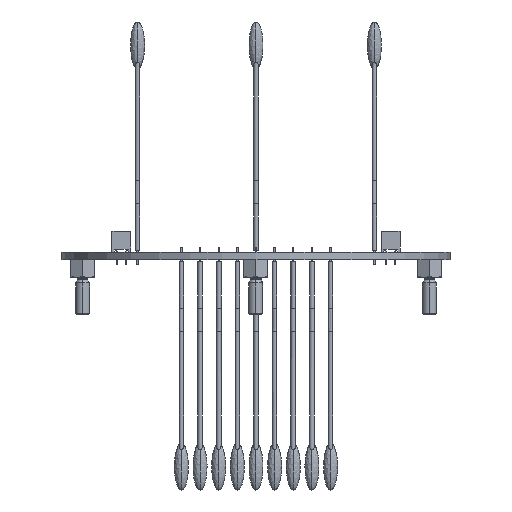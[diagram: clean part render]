
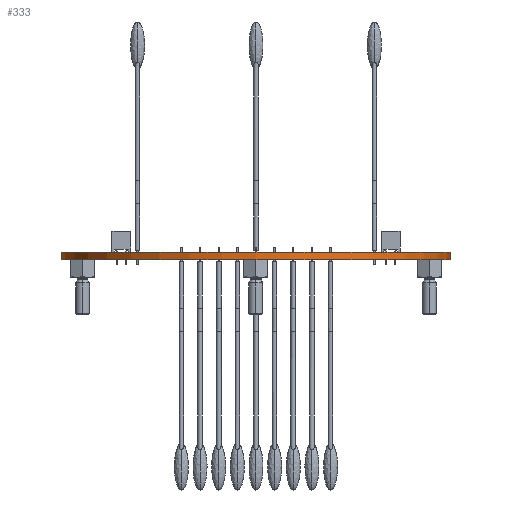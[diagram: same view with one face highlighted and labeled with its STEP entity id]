
A CAD part, front view. The second image highlights one B-rep face of the part: STEP entity #333.
In plain terms, the highlighted cylindrical face has radius 41.625 mm (diameter 83.25 mm), a full revolution.
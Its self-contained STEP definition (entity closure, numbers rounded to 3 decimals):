
#333 = ADVANCED_FACE('',(#334),#361,.T.);
#334 = FACE_BOUND('',#335,.F.);
#335 = EDGE_LOOP('',(#336,#346,#353,#354));
#336 = ORIENTED_EDGE('',*,*,#337,.T.);
#337 = EDGE_CURVE('',#338,#340,#342,.T.);
#338 = VERTEX_POINT('',#339);
#339 = CARTESIAN_POINT('',(41.625,0.,0.));
#340 = VERTEX_POINT('',#341);
#341 = CARTESIAN_POINT('',(41.625,0.,1.619));
#342 = LINE('',#343,#344);
#343 = CARTESIAN_POINT('',(41.625,0.,0.));
#344 = VECTOR('',#345,1.);
#345 = DIRECTION('',(0.,0.,1.));
#346 = ORIENTED_EDGE('',*,*,#347,.T.);
#347 = EDGE_CURVE('',#340,#340,#348,.T.);
#348 = CIRCLE('',#349,41.625);
#349 = AXIS2_PLACEMENT_3D('',#350,#351,#352);
#350 = CARTESIAN_POINT('',(0.,0.,1.619));
#351 = DIRECTION('',(0.,0.,1.));
#352 = DIRECTION('',(1.,0.,-0.));
#353 = ORIENTED_EDGE('',*,*,#337,.F.);
#354 = ORIENTED_EDGE('',*,*,#355,.F.);
#355 = EDGE_CURVE('',#338,#338,#356,.T.);
#356 = CIRCLE('',#357,41.625);
#357 = AXIS2_PLACEMENT_3D('',#358,#359,#360);
#358 = CARTESIAN_POINT('',(0.,0.,0.));
#359 = DIRECTION('',(0.,0.,1.));
#360 = DIRECTION('',(1.,0.,-0.));
#361 = CYLINDRICAL_SURFACE('',#362,41.625);
#362 = AXIS2_PLACEMENT_3D('',#363,#364,#365);
#363 = CARTESIAN_POINT('',(0.,0.,0.));
#364 = DIRECTION('',(-0.,-0.,-1.));
#365 = DIRECTION('',(1.,0.,-0.));
